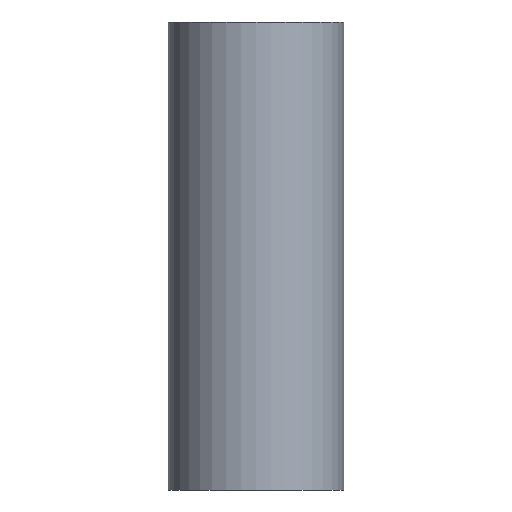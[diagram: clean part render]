
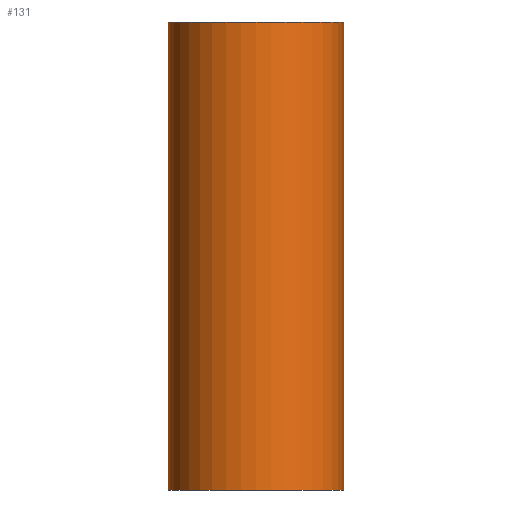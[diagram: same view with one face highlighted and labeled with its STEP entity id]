
A CAD part, front view. The second image highlights one B-rep face of the part: STEP entity #131.
In plain terms, the highlighted cylindrical face has radius 15 mm (diameter 30 mm), a partial arc.
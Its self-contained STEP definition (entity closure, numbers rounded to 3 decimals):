
#5 = VERTEX_POINT ( 'NONE', #98 ) ;
#7 = VECTOR ( 'NONE', #119, 1000. ) ;
#15 = DIRECTION ( 'NONE',  ( 0., 0., -1. ) ) ;
#28 = CARTESIAN_POINT ( 'NONE',  ( 0., 0., 80. ) ) ;
#41 = EDGE_LOOP ( 'NONE', ( #208, #74, #195, #139 ) ) ;
#45 = CYLINDRICAL_SURFACE ( 'NONE', #209, 15. ) ;
#52 = DIRECTION ( 'NONE',  ( 0., 0., 1. ) ) ;
#58 = AXIS2_PLACEMENT_3D ( 'NONE', #28, #185, #115 ) ;
#60 = FACE_OUTER_BOUND ( 'NONE', #41, .T. ) ;
#65 = CARTESIAN_POINT ( 'NONE',  ( 15., 0., 80. ) ) ;
#67 = CARTESIAN_POINT ( 'NONE',  ( -15., 0., 80. ) ) ;
#74 = ORIENTED_EDGE ( 'NONE', *, *, #94, .F. ) ;
#77 = EDGE_CURVE ( 'NONE', #160, #210, #180, .T. ) ;
#81 = LINE ( 'NONE', #65, #7 ) ;
#83 = EDGE_CURVE ( 'NONE', #5, #114, #81, .T. ) ;
#93 = VECTOR ( 'NONE', #166, 1000. ) ;
#94 = EDGE_CURVE ( 'NONE', #160, #5, #206, .T. ) ;
#98 = CARTESIAN_POINT ( 'NONE',  ( 15., 0., 80. ) ) ;
#114 = VERTEX_POINT ( 'NONE', #197 ) ;
#115 = DIRECTION ( 'NONE',  ( 1., 0., 0. ) ) ;
#118 = CARTESIAN_POINT ( 'NONE',  ( -15., 0., 80. ) ) ;
#119 = DIRECTION ( 'NONE',  ( 0., 0., -1. ) ) ;
#129 = CIRCLE ( 'NONE', #149, 15. ) ;
#131 = ADVANCED_FACE ( 'NONE', ( #60 ), #45, .T. ) ;
#137 = DIRECTION ( 'NONE',  ( 1., 0., 0. ) ) ;
#139 = ORIENTED_EDGE ( 'NONE', *, *, #175, .T. ) ;
#140 = CARTESIAN_POINT ( 'NONE',  ( -15., 0., 0. ) ) ;
#149 = AXIS2_PLACEMENT_3D ( 'NONE', #205, #52, #137 ) ;
#160 = VERTEX_POINT ( 'NONE', #67 ) ;
#166 = DIRECTION ( 'NONE',  ( 0., 0., -1. ) ) ;
#168 = DIRECTION ( 'NONE',  ( -1., 0., 0. ) ) ;
#175 = EDGE_CURVE ( 'NONE', #210, #114, #129, .T. ) ;
#180 = LINE ( 'NONE', #118, #93 ) ;
#185 = DIRECTION ( 'NONE',  ( 0., 0., 1. ) ) ;
#195 = ORIENTED_EDGE ( 'NONE', *, *, #77, .T. ) ;
#197 = CARTESIAN_POINT ( 'NONE',  ( 15., 0., 0. ) ) ;
#198 = CARTESIAN_POINT ( 'NONE',  ( 0., 0., 80. ) ) ;
#205 = CARTESIAN_POINT ( 'NONE',  ( 0., 0., 0. ) ) ;
#206 = CIRCLE ( 'NONE', #58, 15. ) ;
#208 = ORIENTED_EDGE ( 'NONE', *, *, #83, .F. ) ;
#209 = AXIS2_PLACEMENT_3D ( 'NONE', #198, #15, #168 ) ;
#210 = VERTEX_POINT ( 'NONE', #140 ) ;
